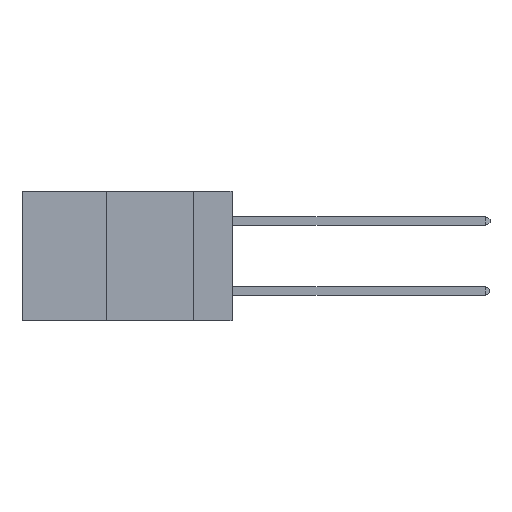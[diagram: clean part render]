
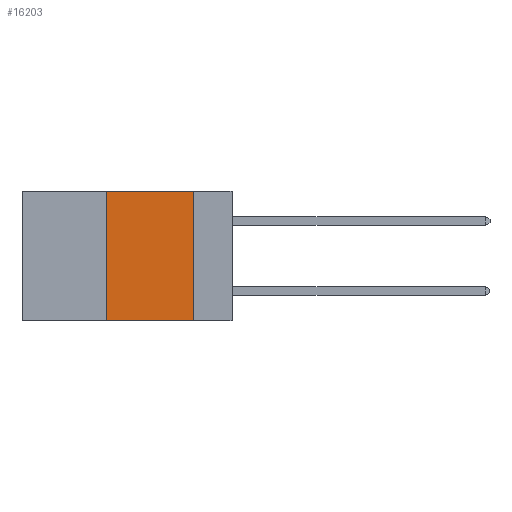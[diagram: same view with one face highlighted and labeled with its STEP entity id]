
A CAD part, left-side view. The second image highlights one B-rep face of the part: STEP entity #16203.
In plain terms, the highlighted planar face has unit normal (-1, 0, 0).
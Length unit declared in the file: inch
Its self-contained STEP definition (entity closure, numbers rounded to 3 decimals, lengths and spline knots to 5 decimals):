
#221 = CARTESIAN_POINT ( 'NONE',  ( 0., 0.11, 0. ) ) ;
#268 = ORIENTED_EDGE ( 'NONE', *, *, #4221, .F. ) ;
#1383 = VECTOR ( 'NONE', #21695, 39.37008 ) ;
#1540 = DIRECTION ( 'NONE',  ( 0., -1., 0. ) ) ;
#2319 = CARTESIAN_POINT ( 'NONE',  ( 0., 0.6, 0. ) ) ;
#2749 = EDGE_CURVE ( 'NONE', #7278, #10667, #11380, .T. ) ;
#2970 = EDGE_CURVE ( 'NONE', #18968, #3342, #21037, .T. ) ;
#3106 = ORIENTED_EDGE ( 'NONE', *, *, #2970, .F. ) ;
#3342 = VERTEX_POINT ( 'NONE', #7794 ) ;
#4221 = EDGE_CURVE ( 'NONE', #3342, #7278, #19685, .T. ) ;
#4231 = DIRECTION ( 'NONE',  ( 0., 0., -1. ) ) ;
#4819 = EDGE_CURVE ( 'NONE', #18968, #10667, #20423, .T. ) ;
#6299 = ORIENTED_EDGE ( 'NONE', *, *, #4819, .T. ) ;
#6794 = VECTOR ( 'NONE', #19501, 39.37008 ) ;
#6902 = ORIENTED_EDGE ( 'NONE', *, *, #2749, .F. ) ;
#7278 = VERTEX_POINT ( 'NONE', #10839 ) ;
#7794 = CARTESIAN_POINT ( 'NONE',  ( 0., 0.36, 0. ) ) ;
#9008 = VECTOR ( 'NONE', #21859, 39.37008 ) ;
#10667 = VERTEX_POINT ( 'NONE', #22196 ) ;
#10839 = CARTESIAN_POINT ( 'NONE',  ( 0., 0.11, 0. ) ) ;
#11380 = LINE ( 'NONE', #221, #1383 ) ;
#11969 = AXIS2_PLACEMENT_3D ( 'NONE', #2319, #14541, #4231 ) ;
#12067 = CARTESIAN_POINT ( 'NONE',  ( 0., 0.36, -0.37 ) ) ;
#14541 = DIRECTION ( 'NONE',  ( 1., 0., 0. ) ) ;
#15610 = VECTOR ( 'NONE', #1540, 39.37008 ) ;
#15942 = CARTESIAN_POINT ( 'NONE',  ( 0., 0.6, -0.37 ) ) ;
#16203 = ADVANCED_FACE ( 'NONE', ( #22374 ), #16244, .F. ) ;
#16244 = PLANE ( 'NONE',  #11969 ) ;
#18968 = VERTEX_POINT ( 'NONE', #12067 ) ;
#19006 = EDGE_LOOP ( 'NONE', ( #6902, #268, #3106, #6299 ) ) ;
#19501 = DIRECTION ( 'NONE',  ( 0., -1., 0. ) ) ;
#19685 = LINE ( 'NONE', #22350, #15610 ) ;
#20423 = LINE ( 'NONE', #15942, #6794 ) ;
#21037 = LINE ( 'NONE', #22053, #9008 ) ;
#21695 = DIRECTION ( 'NONE',  ( 0., 0., -1. ) ) ;
#21859 = DIRECTION ( 'NONE',  ( 0., 0., 1. ) ) ;
#22053 = CARTESIAN_POINT ( 'NONE',  ( 0., 0.36, 0. ) ) ;
#22196 = CARTESIAN_POINT ( 'NONE',  ( 0., 0.11, -0.37 ) ) ;
#22350 = CARTESIAN_POINT ( 'NONE',  ( 0., 0.6, 0. ) ) ;
#22374 = FACE_OUTER_BOUND ( 'NONE', #19006, .T. ) ;
